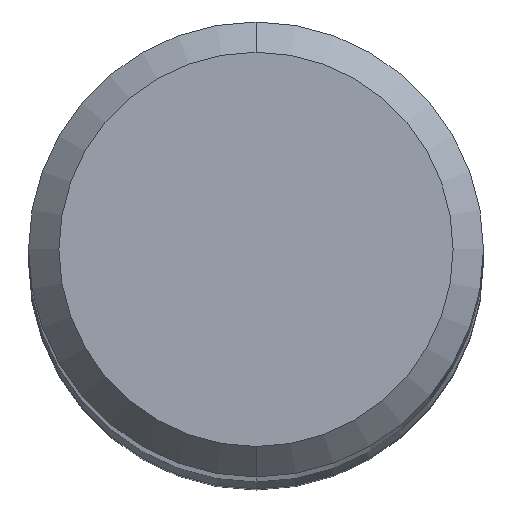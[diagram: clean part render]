
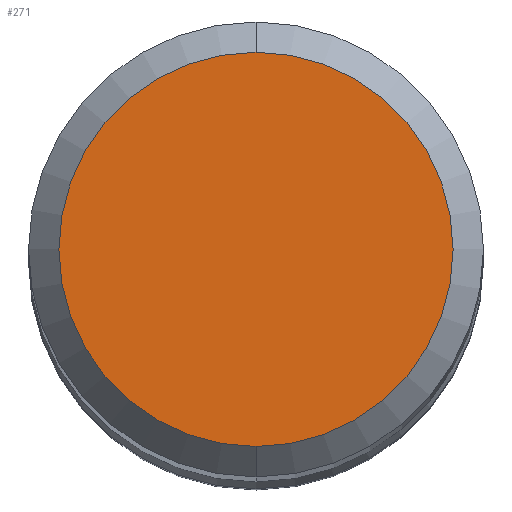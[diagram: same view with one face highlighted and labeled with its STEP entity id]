
A CAD part, top view. The second image highlights one B-rep face of the part: STEP entity #271.
In plain terms, the highlighted planar face has unit normal (0, 0, 1).
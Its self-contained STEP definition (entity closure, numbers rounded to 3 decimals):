
#221=VERTEX_POINT('',#546);
#271=ADVANCED_FACE('',(#600),#601,.T.);
#337=EDGE_CURVE('',#221,#435,#677,.T.);
#383=EDGE_CURVE('',#435,#221,#726,.T.);
#435=VERTEX_POINT('',#783);
#546=CARTESIAN_POINT('',(0.0,2.6,0.0));
#600=FACE_OUTER_BOUND('',#1045,.T.);
#601=PLANE('',#1046);
#677=CIRCLE('',#1164,2.6);
#726=CIRCLE('',#1280,2.6);
#783=CARTESIAN_POINT('',(0.,-2.6,0.0));
#1045=EDGE_LOOP('',(#1601,#1602));
#1046=AXIS2_PLACEMENT_3D('',#1603,#1604,#1605);
#1164=AXIS2_PLACEMENT_3D('',#1714,#1715,#1716);
#1280=AXIS2_PLACEMENT_3D('',#1754,#1755,#1756);
#1601=ORIENTED_EDGE('',*,*,#337,.F.);
#1602=ORIENTED_EDGE('',*,*,#383,.F.);
#1603=CARTESIAN_POINT('',(0.0,1.3,0.0));
#1604=DIRECTION('',(-0.0,0.0,1.0));
#1605=DIRECTION('',(0.0,-1.0,0.0));
#1714=CARTESIAN_POINT('',(0.0,0.0,0.0));
#1715=DIRECTION('',(0.0,0.0,-1.0));
#1716=DIRECTION('',(0.0,1.0,0.0));
#1754=CARTESIAN_POINT('',(0.0,0.0,0.0));
#1755=DIRECTION('',(0.0,0.0,-1.0));
#1756=DIRECTION('',(0.0,1.0,0.0));
